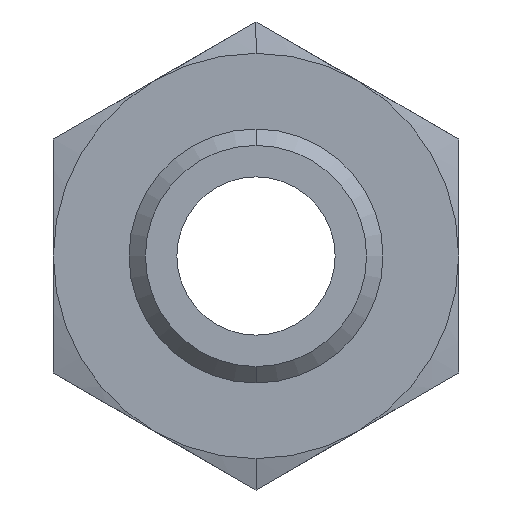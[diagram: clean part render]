
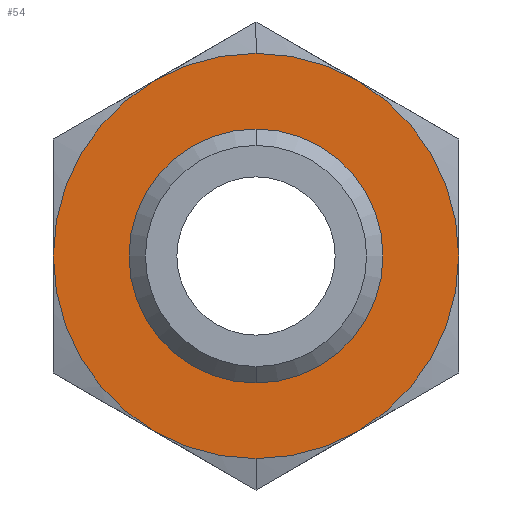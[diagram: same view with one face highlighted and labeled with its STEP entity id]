
A CAD part, front view. The second image highlights one B-rep face of the part: STEP entity #54.
In plain terms, the highlighted planar face has unit normal (0, -1, 0).
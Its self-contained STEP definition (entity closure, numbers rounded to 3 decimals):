
#54=ADVANCED_FACE('NONE',(#93,#94),#95,.F.);
#93=FACE_OUTER_BOUND('',#157,.T.);
#94=FACE_BOUND('',#158,.T.);
#95=PLANE('',#159);
#157=EDGE_LOOP('',(#259,#260,#261,#262,#263,#264,#265,#266));
#158=EDGE_LOOP('',(#267,#268));
#159=AXIS2_PLACEMENT_3D('',#269,#270,#271);
#259=ORIENTED_EDGE('',*,*,#450,.T.);
#260=ORIENTED_EDGE('',*,*,#451,.T.);
#261=ORIENTED_EDGE('',*,*,#425,.T.);
#262=ORIENTED_EDGE('',*,*,#452,.T.);
#263=ORIENTED_EDGE('',*,*,#453,.T.);
#264=ORIENTED_EDGE('',*,*,#454,.T.);
#265=ORIENTED_EDGE('',*,*,#438,.T.);
#266=ORIENTED_EDGE('',*,*,#455,.T.);
#267=ORIENTED_EDGE('',*,*,#441,.F.);
#268=ORIENTED_EDGE('',*,*,#456,.F.);
#269=CARTESIAN_POINT('',(-6.58,11.0,0.0));
#270=DIRECTION('',(0.0,1.0,0.0));
#271=DIRECTION('',(1.0,0.0,-0.0));
#425=EDGE_CURVE('NONE',#488,#490,#492,.T.);
#438=EDGE_CURVE('NONE',#517,#518,#519,.T.);
#441=EDGE_CURVE('NONE',#523,#524,#525,.T.);
#450=EDGE_CURVE('NONE',#538,#539,#540,.T.);
#451=EDGE_CURVE('NONE',#539,#488,#541,.T.);
#452=EDGE_CURVE('NONE',#490,#542,#543,.T.);
#453=EDGE_CURVE('NONE',#542,#544,#545,.T.);
#454=EDGE_CURVE('NONE',#544,#517,#546,.T.);
#455=EDGE_CURVE('NONE',#518,#538,#547,.T.);
#456=EDGE_CURVE('NONE',#524,#523,#548,.T.);
#488=VERTEX_POINT('',#590);
#490=VERTEX_POINT('NONE',#593);
#492=CIRCLE('',#600,10.5);
#517=VERTEX_POINT('NONE',#631);
#518=VERTEX_POINT('NONE',#632);
#519=CIRCLE('',#633,10.5);
#523=VERTEX_POINT('NONE',#643);
#524=VERTEX_POINT('NONE',#644);
#525=CIRCLE('',#645,6.58);
#538=VERTEX_POINT('NONE',#664);
#539=VERTEX_POINT('NONE',#665);
#540=CIRCLE('',#666,10.5);
#541=CIRCLE('',#667,10.5);
#542=VERTEX_POINT('NONE',#668);
#543=CIRCLE('',#669,10.5);
#544=VERTEX_POINT('NONE',#670);
#545=CIRCLE('',#671,10.5);
#546=CIRCLE('',#672,10.5);
#547=CIRCLE('',#673,10.5);
#548=CIRCLE('',#674,6.58);
#590=CARTESIAN_POINT('',(0.,11.0,10.5));
#593=CARTESIAN_POINT('',(-5.25,11.0,9.093));
#600=AXIS2_PLACEMENT_3D('',#778,#779,#780);
#631=CARTESIAN_POINT('',(0.0,11.0,-10.5));
#632=CARTESIAN_POINT('',(5.25,11.0,-9.093));
#633=AXIS2_PLACEMENT_3D('',#805,#806,#807);
#643=CARTESIAN_POINT('',(0.0,11.0,-6.58));
#644=CARTESIAN_POINT('',(0.,11.0,6.58));
#645=AXIS2_PLACEMENT_3D('',#809,#810,#811);
#664=CARTESIAN_POINT('',(10.5,11.0,0.0));
#665=CARTESIAN_POINT('',(5.25,11.0,9.093));
#666=AXIS2_PLACEMENT_3D('',#824,#825,#826);
#667=AXIS2_PLACEMENT_3D('',#827,#828,#829);
#668=CARTESIAN_POINT('',(-10.5,11.0,0.));
#669=AXIS2_PLACEMENT_3D('',#830,#831,#832);
#670=CARTESIAN_POINT('',(-5.25,11.0,-9.093));
#671=AXIS2_PLACEMENT_3D('',#833,#834,#835);
#672=AXIS2_PLACEMENT_3D('',#836,#837,#838);
#673=AXIS2_PLACEMENT_3D('',#839,#840,#841);
#674=AXIS2_PLACEMENT_3D('',#842,#843,#844);
#778=CARTESIAN_POINT('',(0.0,11.0,0.0));
#779=DIRECTION('',(0.0,-1.0,0.0));
#780=DIRECTION('',(0.0,0.0,-1.0));
#805=CARTESIAN_POINT('',(0.0,11.0,0.0));
#806=DIRECTION('',(0.0,-1.0,0.0));
#807=DIRECTION('',(0.0,0.0,-1.0));
#809=CARTESIAN_POINT('',(0.0,11.0,0.0));
#810=DIRECTION('',(0.0,-1.0,0.0));
#811=DIRECTION('',(0.0,0.0,-1.0));
#824=CARTESIAN_POINT('',(0.0,11.0,0.0));
#825=DIRECTION('',(0.0,-1.0,0.0));
#826=DIRECTION('',(0.0,0.0,-1.0));
#827=CARTESIAN_POINT('',(0.0,11.0,0.0));
#828=DIRECTION('',(0.0,-1.0,0.0));
#829=DIRECTION('',(0.0,0.0,-1.0));
#830=CARTESIAN_POINT('',(0.0,11.0,0.0));
#831=DIRECTION('',(0.0,-1.0,0.0));
#832=DIRECTION('',(0.0,0.0,-1.0));
#833=CARTESIAN_POINT('',(0.0,11.0,0.0));
#834=DIRECTION('',(0.0,-1.0,0.0));
#835=DIRECTION('',(0.0,0.0,-1.0));
#836=CARTESIAN_POINT('',(0.0,11.0,0.0));
#837=DIRECTION('',(0.0,-1.0,0.0));
#838=DIRECTION('',(0.0,0.0,-1.0));
#839=CARTESIAN_POINT('',(0.0,11.0,0.0));
#840=DIRECTION('',(0.0,-1.0,0.0));
#841=DIRECTION('',(0.0,0.0,-1.0));
#842=CARTESIAN_POINT('',(0.0,11.0,0.0));
#843=DIRECTION('',(0.0,-1.0,0.0));
#844=DIRECTION('',(0.0,0.0,-1.0));
